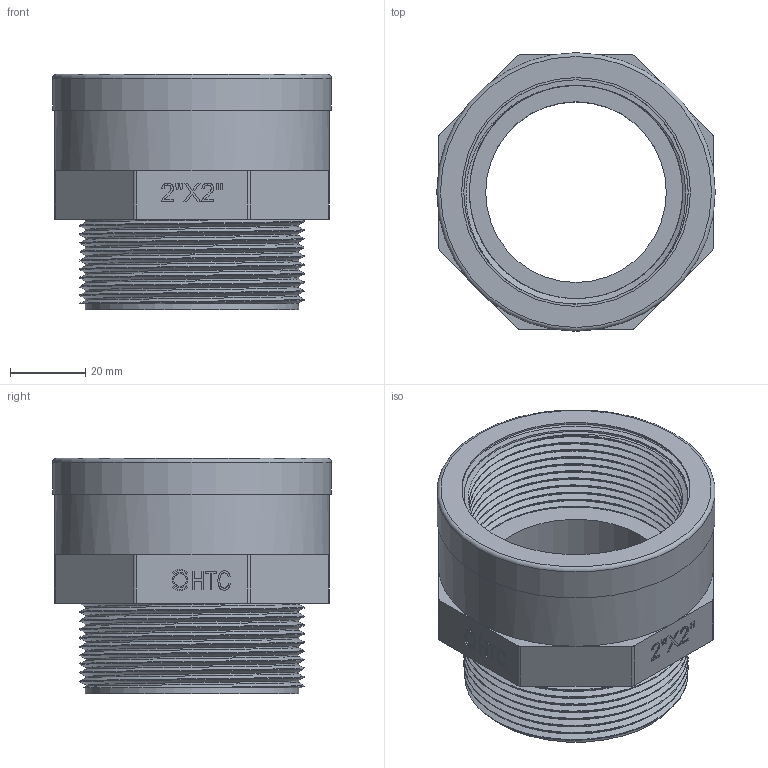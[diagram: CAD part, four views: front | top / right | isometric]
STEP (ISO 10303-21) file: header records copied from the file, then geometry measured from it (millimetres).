
FILE_DESCRIPTION(/* description */ (''),/* implementation_level */ '2;1');
FILE_NAME(/* name */ 'Z1A063063+铁圈.stp',/* time_stamp */ '2025-05-15T16:17:25+08:00',/* author */ (''),/* organization */ (''),/* preprocessor_version */ 'ST-DEVELOPER v16.7',/* originating_system */ 'SIEMENS PLM Software NX 12.0',/* authorisation */ '');
FILE_SCHEMA (('AUTOMOTIVE_DESIGN { 1 0 10303 214 3 1 1 1 }'));
Length unit declared in the file: millimetre
Products named in the file (1): Admi0674FAD7a5f9
Bounding box: 74 x 74 x 62.5 mm (x, y, z)
Volume: 91216.3 mm3; surface area: 42317 mm2
Topology: 2 solids, 2 shells, 307 faces, 811 edges, 538 vertices
Faces by surface type: plane 162, extrusion 92, cylinder 45, torus 4, bspline 4
Full cylindrical faces by diameter (mm): 3.333 x1, 4.167 x1, 48 x1, 56.656 x10, 59.614 x11, 60.8 x1, 64 x1, 73 x2, 74 x1
Entity records: 15344 total; most frequent: CARTESIAN_POINT 9077, ORIENTED_EDGE 1454, DIRECTION 872, EDGE_CURVE 727, VERTEX_POINT 489, B_SPLINE_CURVE_WITH_KNOTS 482, VECTOR 368, EDGE_LOOP 334
